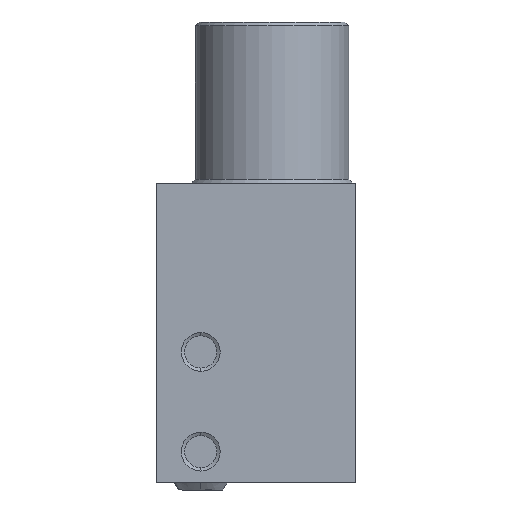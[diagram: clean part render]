
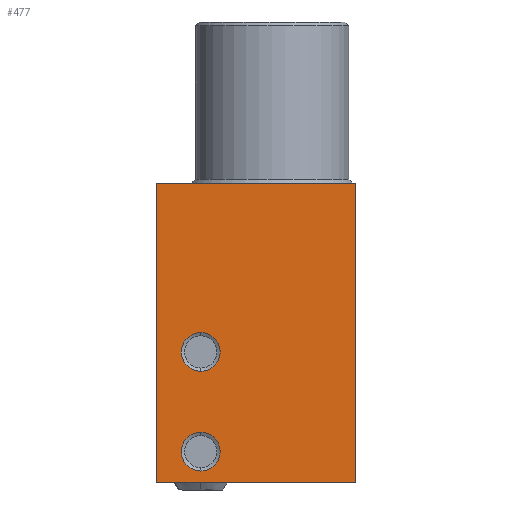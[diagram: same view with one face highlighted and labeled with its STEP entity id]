
A CAD part, left-side view. The second image highlights one B-rep face of the part: STEP entity #477.
In plain terms, the highlighted planar face has unit normal (-1, 0, 0).
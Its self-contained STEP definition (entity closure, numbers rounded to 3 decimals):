
#107 = ORIENTED_EDGE ( 'NONE', *, *, #732, .F. ) ;
#116 = ORIENTED_EDGE ( 'NONE', *, *, #489, .T. ) ;
#224 = ORIENTED_EDGE ( 'NONE', *, *, #679, .T. ) ;
#477 = ADVANCED_FACE ( 'NONE', ( #5598, #5605, #5608 ), #1850, .F. ) ;
#489 = EDGE_CURVE ( 'NONE', #2765, #3011, #5547, .T. ) ;
#540 = EDGE_CURVE ( 'NONE', #3010, #3020, #5581, .T. ) ;
#679 = EDGE_CURVE ( 'NONE', #3009, #2765, #5644, .T. ) ;
#732 = EDGE_CURVE ( 'NONE', #3020, #3010, #5679, .T. ) ;
#771 = AXIS2_PLACEMENT_3D ( 'NONE', #3997, #3998, #3999 ) ;
#778 = AXIS2_PLACEMENT_3D ( 'NONE', #3952, #3953, #3954 ) ;
#828 = AXIS2_PLACEMENT_3D ( 'NONE', #1975, #1976, #1977 ) ;
#869 = AXIS2_PLACEMENT_3D ( 'NONE', #1856, #1857, #1858 ) ;
#921 = EDGE_CURVE ( 'NONE', #3017, #3011, #5753, .T. ) ;
#1001 = AXIS2_PLACEMENT_3D ( 'NONE', #5824, #5825, #5826 ) ;
#1135 = EDGE_CURVE ( 'NONE', #2644, #3100, #5418, .T. ) ;
#1136 = EDGE_CURVE ( 'NONE', #3009, #3017, #5449, .T. ) ;
#1155 = EDGE_CURVE ( 'NONE', #3100, #2644, #5358, .T. ) ;
#1850 = PLANE ( 'NONE',  #869 ) ;
#1856 = CARTESIAN_POINT ( 'NONE',  ( -41.891, 6.92, 9.5 ) ) ;
#1857 = DIRECTION ( 'NONE',  ( 1., 0., 0. ) ) ;
#1858 = DIRECTION ( 'NONE',  ( 0., 1., 0. ) ) ;
#1889 = DIRECTION ( 'NONE',  ( 0., -1., 0. ) ) ;
#1899 = CARTESIAN_POINT ( 'NONE',  ( -41.891, 6.92, -29.5 ) ) ;
#1975 = CARTESIAN_POINT ( 'NONE',  ( -41.891, 27.12, -12.5 ) ) ;
#1976 = DIRECTION ( 'NONE',  ( -1., 0., 0. ) ) ;
#1977 = DIRECTION ( 'NONE',  ( 0., 0., 1. ) ) ;
#2109 = CARTESIAN_POINT ( 'NONE',  ( -41.891, 32.92, 9.5 ) ) ;
#2118 = DIRECTION ( 'NONE',  ( 0., 0., -1. ) ) ;
#2644 = VERTEX_POINT ( 'NONE', #4701 ) ;
#2765 = VERTEX_POINT ( 'NONE', #4753 ) ;
#3009 = VERTEX_POINT ( 'NONE', #4855 ) ;
#3010 = VERTEX_POINT ( 'NONE', #4856 ) ;
#3011 = VERTEX_POINT ( 'NONE', #4858 ) ;
#3017 = VERTEX_POINT ( 'NONE', #4863 ) ;
#3020 = VERTEX_POINT ( 'NONE', #4864 ) ;
#3100 = VERTEX_POINT ( 'NONE', #4912 ) ;
#3947 = DIRECTION ( 'NONE',  ( 0., -1., 0. ) ) ;
#3951 = CARTESIAN_POINT ( 'NONE',  ( -41.891, 6.92, 9.5 ) ) ;
#3952 = CARTESIAN_POINT ( 'NONE',  ( -41.891, 27.12, -25.5 ) ) ;
#3953 = DIRECTION ( 'NONE',  ( -1., 0., 0. ) ) ;
#3954 = DIRECTION ( 'NONE',  ( 0., 0., 1. ) ) ;
#3997 = CARTESIAN_POINT ( 'NONE',  ( -41.891, 27.12, -25.5 ) ) ;
#3998 = DIRECTION ( 'NONE',  ( -1., 0., 0. ) ) ;
#3999 = DIRECTION ( 'NONE',  ( 0., 0., 1. ) ) ;
#4701 = CARTESIAN_POINT ( 'NONE',  ( -41.891, 27.12, -28.025 ) ) ;
#4753 = CARTESIAN_POINT ( 'NONE',  ( -41.891, 32.92, -29.5 ) ) ;
#4855 = CARTESIAN_POINT ( 'NONE',  ( -41.891, 32.92, 9.5 ) ) ;
#4856 = CARTESIAN_POINT ( 'NONE',  ( -41.891, 27.12, -9.975 ) ) ;
#4858 = CARTESIAN_POINT ( 'NONE',  ( -41.891, 6.92, -29.5 ) ) ;
#4863 = CARTESIAN_POINT ( 'NONE',  ( -41.891, 6.92, 9.5 ) ) ;
#4864 = CARTESIAN_POINT ( 'NONE',  ( -41.891, 27.12, -15.025 ) ) ;
#4912 = CARTESIAN_POINT ( 'NONE',  ( -41.891, 27.12, -22.975 ) ) ;
#5358 = CIRCLE ( 'NONE', #771, 2.525 ) ;
#5418 = CIRCLE ( 'NONE', #778, 2.525 ) ;
#5423 = VECTOR ( 'NONE', #3947, 1000. ) ;
#5449 = LINE ( 'NONE', #3951, #5423 ) ;
#5512 = VECTOR ( 'NONE', #5987, 1000. ) ;
#5547 = LINE ( 'NONE', #1899, #5552 ) ;
#5552 = VECTOR ( 'NONE', #1889, 1000. ) ;
#5581 = CIRCLE ( 'NONE', #828, 2.525 ) ;
#5598 = FACE_BOUND ( 'NONE', #6420, .T. ) ;
#5605 = FACE_BOUND ( 'NONE', #6422, .T. ) ;
#5608 = FACE_OUTER_BOUND ( 'NONE', #6104, .T. ) ;
#5644 = LINE ( 'NONE', #2109, #5646 ) ;
#5646 = VECTOR ( 'NONE', #2118, 1000. ) ;
#5679 = CIRCLE ( 'NONE', #1001, 2.525 ) ;
#5753 = LINE ( 'NONE', #5986, #5512 ) ;
#5824 = CARTESIAN_POINT ( 'NONE',  ( -41.891, 27.12, -12.5 ) ) ;
#5825 = DIRECTION ( 'NONE',  ( -1., 0., 0. ) ) ;
#5826 = DIRECTION ( 'NONE',  ( 0., 0., 1. ) ) ;
#5986 = CARTESIAN_POINT ( 'NONE',  ( -41.891, 6.92, 9.5 ) ) ;
#5987 = DIRECTION ( 'NONE',  ( 0., 0., -1. ) ) ;
#6028 = ORIENTED_EDGE ( 'NONE', *, *, #1135, .F. ) ;
#6030 = ORIENTED_EDGE ( 'NONE', *, *, #1155, .F. ) ;
#6104 = EDGE_LOOP ( 'NONE', ( #116, #6196, #6128, #224 ) ) ;
#6128 = ORIENTED_EDGE ( 'NONE', *, *, #1136, .F. ) ;
#6184 = ORIENTED_EDGE ( 'NONE', *, *, #540, .F. ) ;
#6196 = ORIENTED_EDGE ( 'NONE', *, *, #921, .F. ) ;
#6420 = EDGE_LOOP ( 'NONE', ( #6184, #107 ) ) ;
#6422 = EDGE_LOOP ( 'NONE', ( #6030, #6028 ) ) ;
